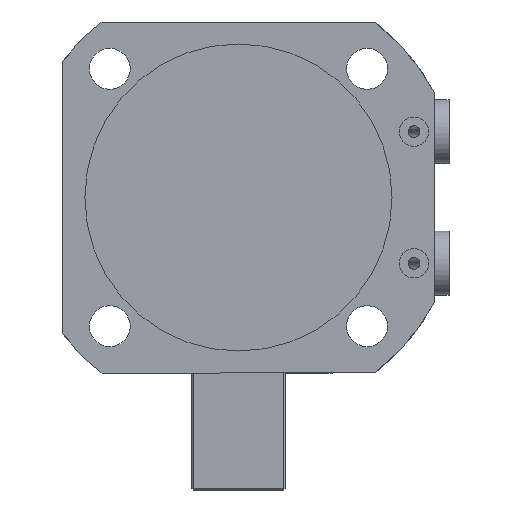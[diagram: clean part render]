
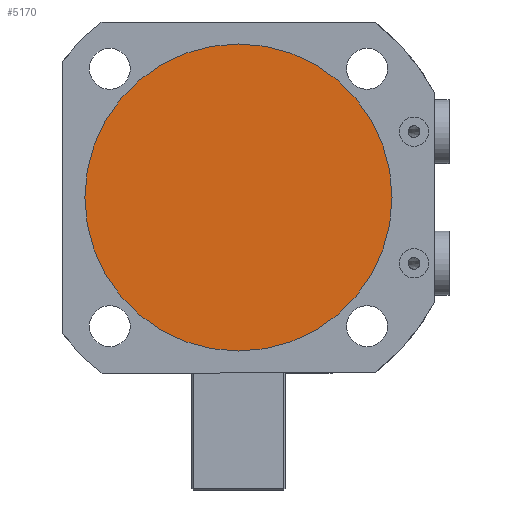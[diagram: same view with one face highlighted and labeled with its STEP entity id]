
A CAD part, front view. The second image highlights one B-rep face of the part: STEP entity #5170.
In plain terms, the highlighted planar face has unit normal (0, -1, 0).
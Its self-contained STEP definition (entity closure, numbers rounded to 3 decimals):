
#20 = DIRECTION ( 'NONE',  ( 0., 0., -1. ) ) ;
#229 = DIRECTION ( 'NONE',  ( 0., -1., 0. ) ) ;
#618 = DIRECTION ( 'NONE',  ( 0., 0., -1. ) ) ;
#652 = DIRECTION ( 'NONE',  ( 0., -1., 0. ) ) ;
#686 = CARTESIAN_POINT ( 'NONE',  ( 0., 0., 0. ) ) ;
#1495 = VERTEX_POINT ( 'NONE', #2114 ) ;
#1810 = CARTESIAN_POINT ( 'NONE',  ( 0., 0., 52.5 ) ) ;
#1906 = CARTESIAN_POINT ( 'NONE',  ( 42.5, 0., 0. ) ) ;
#2114 = CARTESIAN_POINT ( 'NONE',  ( 0., 0., -52.5 ) ) ;
#2450 = VERTEX_POINT ( 'NONE', #1810 ) ;
#2516 = EDGE_LOOP ( 'NONE', ( #3859, #4106 ) ) ;
#3509 = AXIS2_PLACEMENT_3D ( 'NONE', #8599, #8559, #8034 ) ;
#3859 = ORIENTED_EDGE ( 'NONE', *, *, #7651, .T. ) ;
#4106 = ORIENTED_EDGE ( 'NONE', *, *, #6094, .T. ) ;
#4260 = AXIS2_PLACEMENT_3D ( 'NONE', #1906, #229, #20 ) ;
#5170 = ADVANCED_FACE ( 'NONE', ( #5244 ), #9572, .T. ) ;
#5244 = FACE_OUTER_BOUND ( 'NONE', #2516, .T. ) ;
#6074 = AXIS2_PLACEMENT_3D ( 'NONE', #686, #652, #618 ) ;
#6094 = EDGE_CURVE ( 'NONE', #2450, #1495, #7887, .T. ) ;
#7651 = EDGE_CURVE ( 'NONE', #1495, #2450, #8693, .T. ) ;
#7887 = CIRCLE ( 'NONE', #3509, 52.5 ) ;
#8034 = DIRECTION ( 'NONE',  ( 0., 0., -1. ) ) ;
#8559 = DIRECTION ( 'NONE',  ( 0., -1., 0. ) ) ;
#8599 = CARTESIAN_POINT ( 'NONE',  ( 0., 0., 0. ) ) ;
#8693 = CIRCLE ( 'NONE', #6074, 52.5 ) ;
#9572 = PLANE ( 'NONE',  #4260 ) ;
